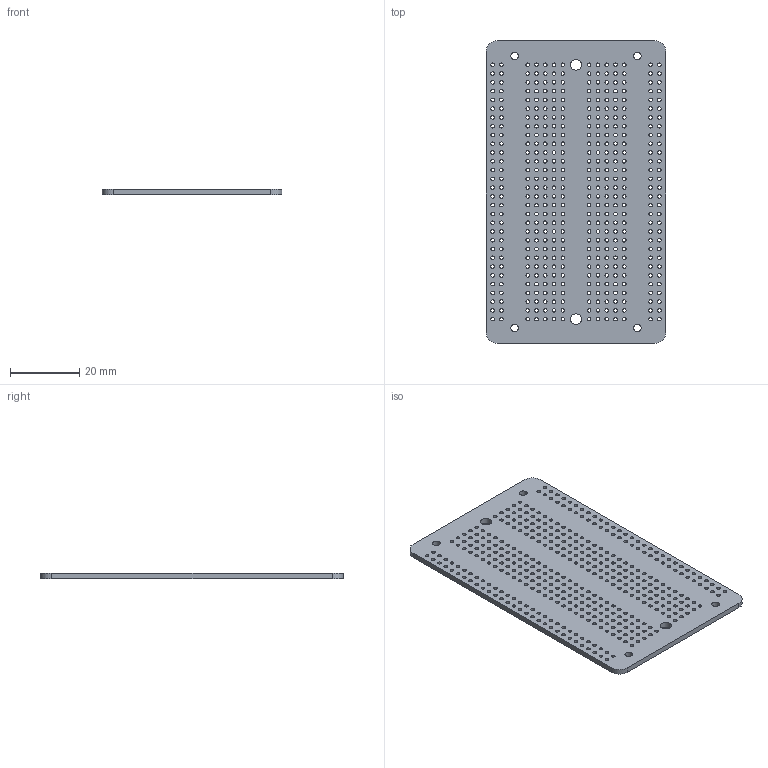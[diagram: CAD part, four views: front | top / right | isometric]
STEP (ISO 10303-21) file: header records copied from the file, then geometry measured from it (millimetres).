
FILE_DESCRIPTION(('KiCad electronic assembly'),'2;1');
FILE_NAME('upesy_breadboard_medium.step','2023-02-16T15:19:24',('Pcbnew' ),('Kicad'),'Open CASCADE STEP processor 7.6', 'KiCad to STEP converter','Unknown');
FILE_SCHEMA(('AUTOMOTIVE_DESIGN { 1 0 10303 214 1 1 1 1 }'));
Length unit declared in the file: millimetre
Products named in the file (2): upesy_breadboard_medium 1; upesy_breadboard_medium PCB
Assembly tree (1 placements, depth 2):
  upesy_breadboard_medium 1
    upesy_breadboard_medium PCB
Bounding box: 52.07 x 87.63 x 1.6 mm (x, y, z)
Volume: 6664.3 mm3; surface area: 11043.7 mm2
Topology: 1 solids, 1 shells, 436 faces, 1302 edges, 868 vertices
Faces by surface type: cylinder 430, plane 6
Full cylindrical faces by diameter (mm): 1.041 x420, 2.2 x4, 3.2 x2
Entity records: 36463 total; most frequent: CARTESIAN_POINT 10372, DIRECTION 4782, ORIENTED_EDGE 2604, PCURVE 2604, DEFINITIONAL_REPRESENTATION 2604, LINE 2186, VECTOR 2186, EDGE_CURVE 1302
